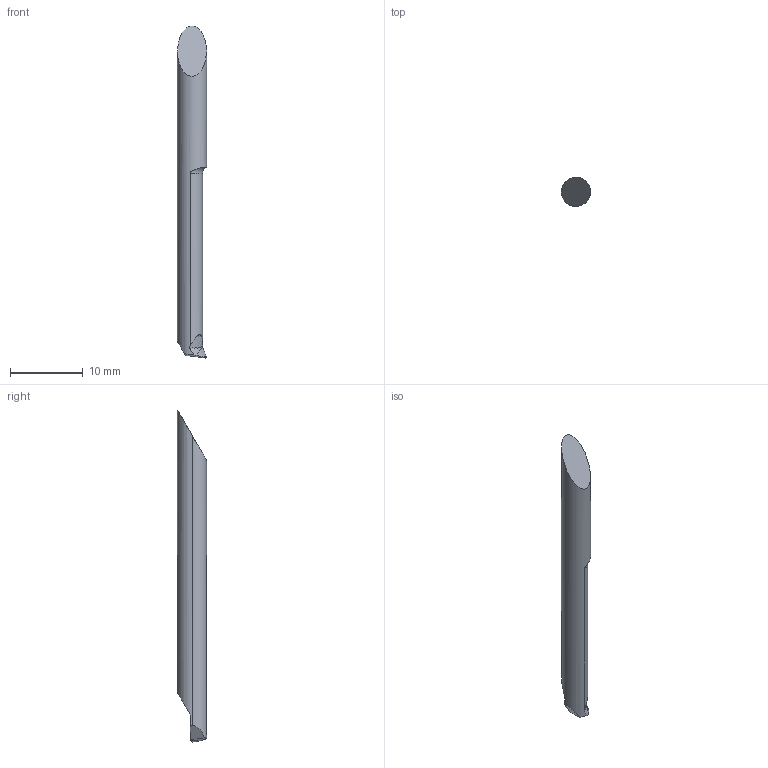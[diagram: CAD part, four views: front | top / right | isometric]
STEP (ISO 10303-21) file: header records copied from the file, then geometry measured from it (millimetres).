
FILE_DESCRIPTION(/* description */ (''),/* implementation_level */ '2;1');
FILE_NAME(/* name */ '1636370465385.stp',/* time_stamp */ '2021-11-08T16:51:20+05:00',/* author */ (''),/* organization */ ('SMS'),/* preprocessor_version */ 'ST-DEVELOPER v16.7',/* originating_system */ 'SIEMENS PLM Software NX 12.0',/* authorisation */ '');
FILE_SCHEMA (('AUTOMOTIVE_DESIGN { 1 0 10303 214 3 1 1 1 }'));
Length unit declared in the file: millimetre
Products named in the file (1): 203800906mod000_00
Bounding box: 4 x 4 x 45.72 mm (x, y, z)
Volume: 448.7 mm3; surface area: 525.4 mm2
Topology: 2 solids, 2 shells, 29 faces, 72 edges, 51 vertices
Faces by surface type: cylinder 7, plane 7, bspline 7, torus 6, cone 2
Entity records: 1170 total; most frequent: CARTESIAN_POINT 501, ORIENTED_EDGE 142, DIRECTION 103, EDGE_CURVE 71, VERTEX_POINT 46, AXIS2_PLACEMENT_3D 44, ADVANCED_FACE 29, FACE_OUTER_BOUND 29
